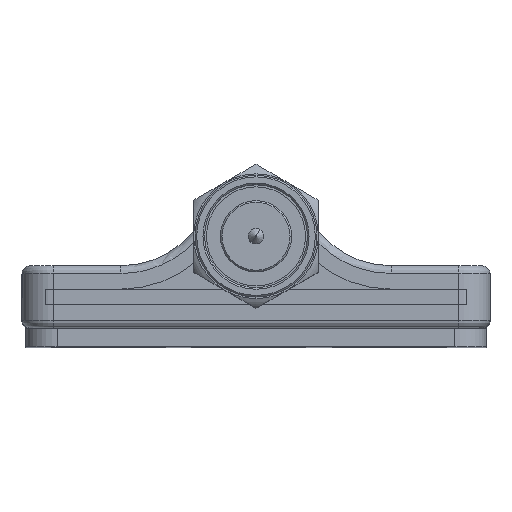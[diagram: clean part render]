
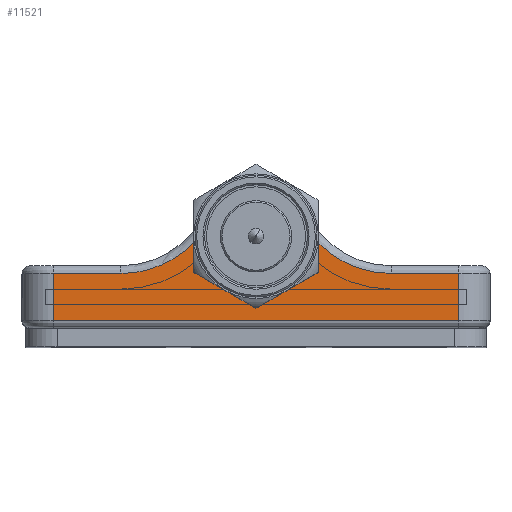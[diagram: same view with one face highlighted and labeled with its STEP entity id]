
A CAD part, top view. The second image highlights one B-rep face of the part: STEP entity #11521.
In plain terms, the highlighted planar face has unit normal (0, 0, 1).
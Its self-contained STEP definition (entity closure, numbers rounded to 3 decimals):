
#350 = VERTEX_POINT ( 'NONE', #37265 ) ;
#575 = AXIS2_PLACEMENT_3D ( 'NONE', #22006, #4281, #28219 ) ;
#768 = CARTESIAN_POINT ( 'NONE',  ( 2.5, 3., 0. ) ) ;
#958 = VERTEX_POINT ( 'NONE', #20527 ) ;
#971 = DIRECTION ( 'NONE',  ( 0., 1., 0. ) ) ;
#1409 = DIRECTION ( 'NONE',  ( 1., 0., 0. ) ) ;
#1888 = EDGE_CURVE ( 'NONE', #29239, #5417, #18207, .T. ) ;
#2383 = CARTESIAN_POINT ( 'NONE',  ( 3.031, 4.75, 0. ) ) ;
#2476 = VERTEX_POINT ( 'NONE', #27401 ) ;
#2638 = B_SPLINE_CURVE_WITH_KNOTS ( 'NONE', 3,
 ( #28565, #17133, #19680, #11349, #8864, #35269, #23395, #38148, #11468, #32048, #31911, #25977, #11726, #29215, #20450, #32423, #23128, #5793, #11598, #14295 ),
 .UNSPECIFIED., .F., .F.,
 ( 4, 1, 1, 1, 2, 2, 2, 1, 1, 1, 2, 2, 4 ),
 ( 0., 0.125, 0.188, 0.219, 0.234, 0.25, 0.5, 0.625, 0.688, 0.719, 0.734, 0.75, 1. ),
 .UNSPECIFIED. ) ;
#2973 = LINE ( 'NONE', #10307, #19029 ) ;
#3109 = CARTESIAN_POINT ( 'NONE',  ( 0., 3., 0. ) ) ;
#3361 = EDGE_CURVE ( 'NONE', #4158, #2476, #15408, .T. ) ;
#3785 = CARTESIAN_POINT ( 'NONE',  ( 7.483, 1.605, 0. ) ) ;
#4006 = AXIS2_PLACEMENT_3D ( 'NONE', #37350, #19912, #25707 ) ;
#4158 = VERTEX_POINT ( 'NONE', #27359 ) ;
#4269 = ORIENTED_EDGE ( 'NONE', *, *, #29595, .T. ) ;
#4281 = DIRECTION ( 'NONE',  ( 0., 0., 1. ) ) ;
#4490 = DIRECTION ( 'NONE',  ( -1., 0., 0. ) ) ;
#4737 = VECTOR ( 'NONE', #971, 1000. ) ;
#4834 = CARTESIAN_POINT ( 'NONE',  ( 3.311, 4.264, 0. ) ) ;
#5017 = EDGE_CURVE ( 'NONE', #10440, #4158, #32490, .T. ) ;
#5032 = CARTESIAN_POINT ( 'NONE',  ( -13., -1.5, 0. ) ) ;
#5136 = CARTESIAN_POINT ( 'NONE',  ( 13., 3., 0. ) ) ;
#5417 = VERTEX_POINT ( 'NONE', #768 ) ;
#5793 = CARTESIAN_POINT ( 'NONE',  ( -7.548, 1.571, 0. ) ) ;
#6501 = VERTEX_POINT ( 'NONE', #28068 ) ;
#7312 = VECTOR ( 'NONE', #16989, 1000. ) ;
#7529 = CARTESIAN_POINT ( 'NONE',  ( 0., 1.5, 0. ) ) ;
#7804 = CARTESIAN_POINT ( 'NONE',  ( 7.042, 1.705, 0. ) ) ;
#8186 = VERTEX_POINT ( 'NONE', #5032 ) ;
#8191 = CARTESIAN_POINT ( 'NONE',  ( 7.244, 1.655, 0. ) ) ;
#8385 = ORIENTED_EDGE ( 'NONE', *, *, #21438, .F. ) ;
#8588 = EDGE_LOOP ( 'NONE', ( #36611, #15903 ) ) ;
#8864 = CARTESIAN_POINT ( 'NONE',  ( -3.874, 3.601, 0. ) ) ;
#9143 = DIRECTION ( 'NONE',  ( 1., 0., 0. ) ) ;
#9721 = EDGE_CURVE ( 'NONE', #2476, #350, #23320, .T. ) ;
#10219 = ORIENTED_EDGE ( 'NONE', *, *, #16041, .F. ) ;
#10307 = CARTESIAN_POINT ( 'NONE',  ( 0., -1.5, 0. ) ) ;
#10440 = VERTEX_POINT ( 'NONE', #30086 ) ;
#10515 = ORIENTED_EDGE ( 'NONE', *, *, #5017, .T. ) ;
#10579 = DIRECTION ( 'NONE',  ( 0., 0., 1. ) ) ;
#10796 = ORIENTED_EDGE ( 'NONE', *, *, #15724, .T. ) ;
#11331 = VECTOR ( 'NONE', #31069, 1000. ) ;
#11349 = CARTESIAN_POINT ( 'NONE',  ( -3.71, 3.783, 0. ) ) ;
#11468 = CARTESIAN_POINT ( 'NONE',  ( -4.451, 3.013, 0. ) ) ;
#11521 = ADVANCED_FACE ( 'NONE', ( #33269, #17607 ), #13588, .T. ) ;
#11598 = CARTESIAN_POINT ( 'NONE',  ( -8.099, 1.5, 0. ) ) ;
#11726 = CARTESIAN_POINT ( 'NONE',  ( -6.521, 1.859, 0. ) ) ;
#13518 = LINE ( 'NONE', #24379, #4737 ) ;
#13588 = PLANE ( 'NONE',  #575 ) ;
#13742 = CARTESIAN_POINT ( 'NONE',  ( 4.146, 3.323, 0. ) ) ;
#13866 = CARTESIAN_POINT ( 'NONE',  ( 4.8, 2.756, 0. ) ) ;
#13990 = CARTESIAN_POINT ( 'NONE',  ( 3.649, 3.823, 0. ) ) ;
#14295 = CARTESIAN_POINT ( 'NONE',  ( -8.66, 1.5, 0. ) ) ;
#14700 = ORIENTED_EDGE ( 'NONE', *, *, #26354, .T. ) ;
#15408 = B_SPLINE_CURVE_WITH_KNOTS ( 'NONE', 3,
 ( #25274, #27183, #21390, #3785, #8191, #22419, #16947, #7804, #28369, #22942, #20002, #13866, #25535, #37310, #13742, #16704, #19611, #13990, #4834, #2383 ),
 .UNSPECIFIED., .F., .F.,
 ( 4, 1, 1, 1, 2, 2, 2, 1, 1, 1, 2, 2, 4 ),
 ( 0., 0.125, 0.187, 0.219, 0.234, 0.25, 0.5, 0.625, 0.687, 0.719, 0.734, 0.75, 1. ),
 .UNSPECIFIED. ) ;
#15724 = EDGE_CURVE ( 'NONE', #958, #6501, #15919, .T. ) ;
#15903 = ORIENTED_EDGE ( 'NONE', *, *, #1888, .F. ) ;
#15919 = LINE ( 'NONE', #7529, #11331 ) ;
#16041 = EDGE_CURVE ( 'NONE', #34587, #8186, #2973, .T. ) ;
#16574 = AXIS2_PLACEMENT_3D ( 'NONE', #25342, #10579, #1409 ) ;
#16704 = CARTESIAN_POINT ( 'NONE',  ( 4.094, 3.373, 0. ) ) ;
#16947 = CARTESIAN_POINT ( 'NONE',  ( 7.074, 1.696, 0. ) ) ;
#16989 = DIRECTION ( 'NONE',  ( 0., 1., 0. ) ) ;
#17133 = CARTESIAN_POINT ( 'NONE',  ( -3.171, 4.507, 0. ) ) ;
#17607 = FACE_OUTER_BOUND ( 'NONE', #30235, .T. ) ;
#18207 = CIRCLE ( 'NONE', #4006, 2.5 ) ;
#19029 = VECTOR ( 'NONE', #4490, 1000. ) ;
#19611 = CARTESIAN_POINT ( 'NONE',  ( 4.068, 3.4, 0. ) ) ;
#19680 = CARTESIAN_POINT ( 'NONE',  ( -3.403, 4.16, 0. ) ) ;
#19912 = DIRECTION ( 'NONE',  ( 0., 0., 1. ) ) ;
#20002 = CARTESIAN_POINT ( 'NONE',  ( 5.159, 2.516, 0. ) ) ;
#20450 = CARTESIAN_POINT ( 'NONE',  ( -6.867, 1.752, 0. ) ) ;
#20527 = CARTESIAN_POINT ( 'NONE',  ( -8.66, 1.5, 0. ) ) ;
#20846 = DIRECTION ( 'NONE',  ( 0., 0., 1. ) ) ;
#21390 = CARTESIAN_POINT ( 'NONE',  ( 7.963, 1.527, 0. ) ) ;
#21438 = EDGE_CURVE ( 'NONE', #8186, #6501, #13518, .T. ) ;
#22006 = CARTESIAN_POINT ( 'NONE',  ( 0., 3., 0. ) ) ;
#22419 = CARTESIAN_POINT ( 'NONE',  ( 7.142, 1.68, 0. ) ) ;
#22446 = ORIENTED_EDGE ( 'NONE', *, *, #9721, .T. ) ;
#22926 = LINE ( 'NONE', #5136, #7312 ) ;
#22942 = CARTESIAN_POINT ( 'NONE',  ( 5.912, 2.081, 0. ) ) ;
#23128 = CARTESIAN_POINT ( 'NONE',  ( -6.973, 1.723, 0. ) ) ;
#23320 = CIRCLE ( 'NONE', #37037, 3.5 ) ;
#23395 = CARTESIAN_POINT ( 'NONE',  ( -3.994, 3.475, 0. ) ) ;
#24379 = CARTESIAN_POINT ( 'NONE',  ( -13., 3., 0. ) ) ;
#25274 = CARTESIAN_POINT ( 'NONE',  ( 8.66, 1.5, 0. ) ) ;
#25342 = CARTESIAN_POINT ( 'NONE',  ( 0., 3., 0. ) ) ;
#25349 = ORIENTED_EDGE ( 'NONE', *, *, #3361, .T. ) ;
#25535 = CARTESIAN_POINT ( 'NONE',  ( 4.411, 3.077, 0. ) ) ;
#25707 = DIRECTION ( 'NONE',  ( 1., 0., 0. ) ) ;
#25977 = CARTESIAN_POINT ( 'NONE',  ( -6.049, 2.035, 0. ) ) ;
#26354 = EDGE_CURVE ( 'NONE', #350, #958, #2638, .T. ) ;
#27183 = CARTESIAN_POINT ( 'NONE',  ( 8.38, 1.5, 0. ) ) ;
#27297 = CARTESIAN_POINT ( 'NONE',  ( 0., 1.5, 0. ) ) ;
#27359 = CARTESIAN_POINT ( 'NONE',  ( 8.66, 1.5, 0. ) ) ;
#27401 = CARTESIAN_POINT ( 'NONE',  ( 3.031, 4.75, 0. ) ) ;
#28068 = CARTESIAN_POINT ( 'NONE',  ( -13., 1.5, 0. ) ) ;
#28219 = DIRECTION ( 'NONE',  ( 1., 0., 0. ) ) ;
#28314 = CARTESIAN_POINT ( 'NONE',  ( -2.5, 3., 0. ) ) ;
#28369 = CARTESIAN_POINT ( 'NONE',  ( 6.446, 1.861, 0. ) ) ;
#28465 = CIRCLE ( 'NONE', #16574, 2.5 ) ;
#28565 = CARTESIAN_POINT ( 'NONE',  ( -3.031, 4.75, 0. ) ) ;
#28738 = VECTOR ( 'NONE', #30678, 1000. ) ;
#29215 = CARTESIAN_POINT ( 'NONE',  ( -6.762, 1.782, 0. ) ) ;
#29239 = VERTEX_POINT ( 'NONE', #28314 ) ;
#29595 = EDGE_CURVE ( 'NONE', #34587, #10440, #22926, .T. ) ;
#30086 = CARTESIAN_POINT ( 'NONE',  ( 13., 1.5, 0. ) ) ;
#30235 = EDGE_LOOP ( 'NONE', ( #22446, #14700, #10796, #8385, #10219, #4269, #10515, #25349 ) ) ;
#30678 = DIRECTION ( 'NONE',  ( -1., 0., 0. ) ) ;
#31069 = DIRECTION ( 'NONE',  ( -1., 0., 0. ) ) ;
#31398 = EDGE_CURVE ( 'NONE', #5417, #29239, #28465, .T. ) ;
#31911 = CARTESIAN_POINT ( 'NONE',  ( -5.661, 2.226, 0. ) ) ;
#32048 = CARTESIAN_POINT ( 'NONE',  ( -4.908, 2.661, 0. ) ) ;
#32423 = CARTESIAN_POINT ( 'NONE',  ( -6.936, 1.733, 0. ) ) ;
#32490 = LINE ( 'NONE', #27297, #28738 ) ;
#32866 = CARTESIAN_POINT ( 'NONE',  ( 13., -1.5, 0. ) ) ;
#33269 = FACE_BOUND ( 'NONE', #8588, .T. ) ;
#34587 = VERTEX_POINT ( 'NONE', #32866 ) ;
#35269 = CARTESIAN_POINT ( 'NONE',  ( -3.946, 3.525, 0. ) ) ;
#36611 = ORIENTED_EDGE ( 'NONE', *, *, #31398, .F. ) ;
#37037 = AXIS2_PLACEMENT_3D ( 'NONE', #3109, #20846, #9143 ) ;
#37265 = CARTESIAN_POINT ( 'NONE',  ( -3.031, 4.75, 0. ) ) ;
#37310 = CARTESIAN_POINT ( 'NONE',  ( 4.225, 3.248, 0. ) ) ;
#37350 = CARTESIAN_POINT ( 'NONE',  ( 0., 3., 0. ) ) ;
#38148 = CARTESIAN_POINT ( 'NONE',  ( -4.018, 3.451, 0. ) ) ;
